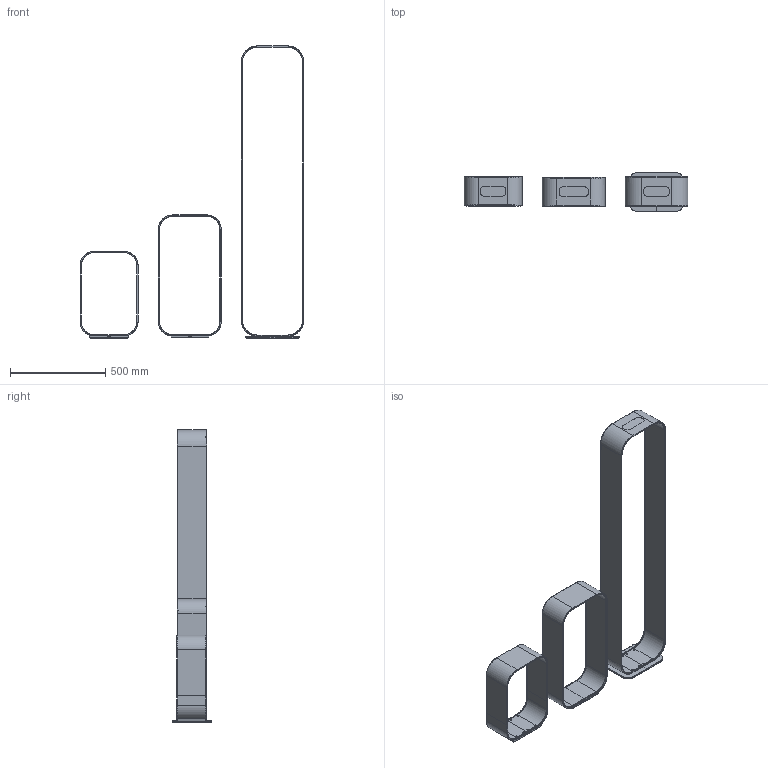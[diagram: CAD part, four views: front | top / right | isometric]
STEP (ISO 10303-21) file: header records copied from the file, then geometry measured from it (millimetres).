
FILE_DESCRIPTION(/* description */ (''),/* implementation_level */ '2;1');
FILE_NAME(/* name */ 'Contour',/* time_stamp */ '2018-01-11T10:01:24-08:00',/* author */ (''),/* organization */ (''),/* preprocessor_version */ 'ST-DEVELOPER v15',/* originating_system */ '',/* authorisation */ '');
FILE_SCHEMA (('CONFIG_CONTROL_DESIGN'));
Length unit declared in the file: millimetre
Products named in the file (1): Document
Bounding box: 1175.44 x 203.2 x 1533.37 mm (x, y, z)
Surface area: 2396133.1 mm2 (no closed solid volume)
Topology: 0 solids, 27 shells, 521 faces, 2112 edges, 1580 vertices
Faces by surface type: bspline 360, plane 161
Entity records: 32965 total; most frequent: CARTESIAN_POINT 22446, ORIENTED_EDGE 3132, EDGE_CURVE 2112, VERTEX_POINT 1580, B_SPLINE_CURVE_WITH_KNOTS 1324, EDGE_LOOP 609, ADVANCED_FACE 521, FACE_OUTER_BOUND 521
